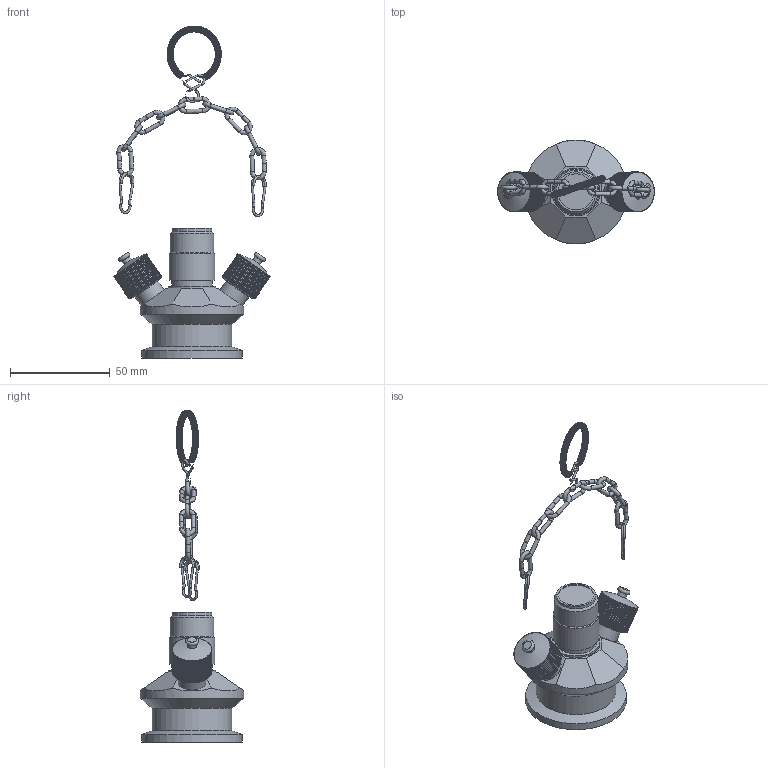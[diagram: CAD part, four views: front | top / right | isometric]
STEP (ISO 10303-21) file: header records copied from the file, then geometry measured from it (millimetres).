
FILE_DESCRIPTION((''),'2;1');
FILE_NAME('850024.stp','2008-08-05T11:20:49',('mbm'),(''),'Autodesk Inventor 2008','Autodesk Inventor 2008','');
FILE_SCHEMA(('AUTOMOTIVE_DESIGN { 1 0 10303 214 1 1 1 1 }'));
Length unit declared in the file: millimetre
Products named in the file (1): Part36
Bounding box: 78.6 x 52 x 166.51 mm (x, y, z)
Volume: 78815.9 mm3; surface area: 20948.1 mm2
Topology: 20 solids, 20 shells, 1076 faces, 2895 edges, 1869 vertices
Faces by surface type: plane 431, torus 337, cylinder 255, bspline 33, cone 20
Full cylindrical faces by diameter (mm): 2 x27, 2.003 x8, 4.5 x2, 8 x3, 10.1 x2, 14 x4, 14.5 x2, 18.1 x1, 20 x1, 20.5 x1, 22 x1, 23 x1, 24 x1, 40 x1, 50.4 x1, 52 x1
Entity records: 49929 total; most frequent: CARTESIAN_POINT 27152, ORIENTED_EDGE 4548, DIRECTION 3775, EDGE_CURVE 2274, VERTEX_POINT 1656, AXIS2_PLACEMENT_3D 1598, EDGE_LOOP 1526, STYLED_ITEM 1091
